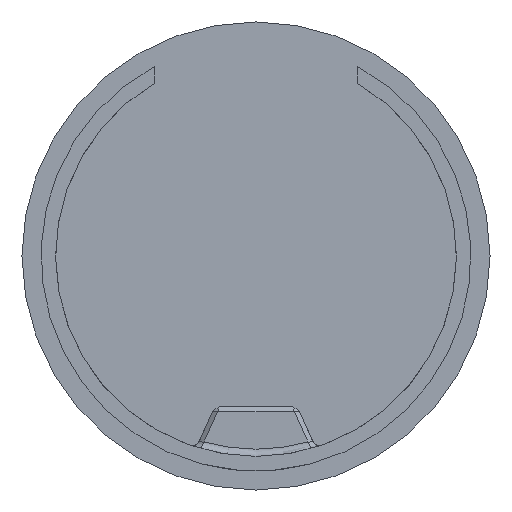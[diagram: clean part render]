
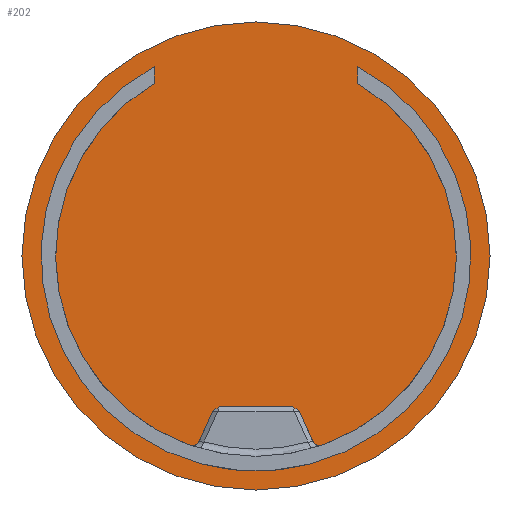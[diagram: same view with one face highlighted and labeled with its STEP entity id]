
A CAD part, left-side view. The second image highlights one B-rep face of the part: STEP entity #202.
In plain terms, the highlighted planar face has unit normal (-1, 0, 0).
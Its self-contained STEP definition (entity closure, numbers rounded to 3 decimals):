
#102=LINE('',#5054,#135);
#103=LINE('',#5056,#136);
#106=LINE('',#5062,#139);
#108=LINE('',#5066,#141);
#109=LINE('',#5068,#142);
#112=LINE('',#5076,#145);
#113=LINE('',#5078,#146);
#135=VECTOR('',#754,1.);
#136=VECTOR('',#757,1.);
#139=VECTOR('',#762,1.);
#141=VECTOR('',#766,1.);
#142=VECTOR('',#769,1.);
#145=VECTOR('',#778,1.);
#146=VECTOR('',#781,1.);
#165=FACE_BOUND('',#286,.T.);
#166=FACE_BOUND('',#287,.T.);
#202=ADVANCED_FACE('',(#165,#166),#220,.F.);
#220=PLANE('',#655);
#286=EDGE_LOOP('',(#439));
#287=EDGE_LOOP('',(#440,#441,#442,#443,#444,#445,#446,#447,#448,#449,#450,
#451));
#439=ORIENTED_EDGE('',*,*,#511,.T.);
#440=ORIENTED_EDGE('',*,*,#582,.F.);
#441=ORIENTED_EDGE('',*,*,#584,.T.);
#442=ORIENTED_EDGE('',*,*,#579,.F.);
#443=ORIENTED_EDGE('',*,*,#575,.F.);
#444=ORIENTED_EDGE('',*,*,#568,.F.);
#445=ORIENTED_EDGE('',*,*,#590,.T.);
#446=ORIENTED_EDGE('',*,*,#587,.T.);
#447=ORIENTED_EDGE('',*,*,#589,.T.);
#448=ORIENTED_EDGE('',*,*,#571,.F.);
#449=ORIENTED_EDGE('',*,*,#574,.F.);
#450=ORIENTED_EDGE('',*,*,#578,.F.);
#451=ORIENTED_EDGE('',*,*,#585,.T.);
#457=VERTEX_POINT('',#797);
#497=VERTEX_POINT('',#5034);
#498=VERTEX_POINT('',#5036);
#499=VERTEX_POINT('',#5039);
#500=VERTEX_POINT('',#5041);
#501=VERTEX_POINT('',#5045);
#502=VERTEX_POINT('',#5049);
#503=VERTEX_POINT('',#5053);
#504=VERTEX_POINT('',#5057);
#505=VERTEX_POINT('',#5061);
#506=VERTEX_POINT('',#5063);
#507=VERTEX_POINT('',#5071);
#508=VERTEX_POINT('',#5073);
#511=EDGE_CURVE('',#457,#457,#593,.T.);
#568=EDGE_CURVE('',#497,#498,#603,.T.);
#571=EDGE_CURVE('',#499,#500,#604,.T.);
#574=EDGE_CURVE('',#501,#499,#605,.T.);
#575=EDGE_CURVE('',#498,#502,#606,.T.);
#578=EDGE_CURVE('',#503,#501,#102,.T.);
#579=EDGE_CURVE('',#502,#504,#103,.T.);
#582=EDGE_CURVE('',#505,#506,#106,.T.);
#584=EDGE_CURVE('',#505,#504,#108,.T.);
#585=EDGE_CURVE('',#503,#506,#109,.T.);
#587=EDGE_CURVE('',#508,#507,#607,.T.);
#589=EDGE_CURVE('',#507,#500,#112,.T.);
#590=EDGE_CURVE('',#497,#508,#113,.T.);
#593=CIRCLE('',#612,24.15);
#603=CIRCLE('',#639,20.685);
#604=CIRCLE('',#640,20.685);
#605=CIRCLE('',#642,0.75);
#606=CIRCLE('',#644,0.75);
#607=CIRCLE('',#651,22.185);
#612=AXIS2_PLACEMENT_3D('',#796,#665,#666);
#639=AXIS2_PLACEMENT_3D('',#5035,#734,#735);
#640=AXIS2_PLACEMENT_3D('',#5040,#738,#739);
#642=AXIS2_PLACEMENT_3D('',#5046,#744,#745);
#644=AXIS2_PLACEMENT_3D('',#5048,#748,#749);
#651=AXIS2_PLACEMENT_3D('',#5072,#773,#774);
#655=AXIS2_PLACEMENT_3D('',#5080,#784,#785);
#665=DIRECTION('',(-1.,0.,0.));
#666=DIRECTION('',(0.,0.,1.));
#734=DIRECTION('',(1.,0.,0.));
#735=DIRECTION('',(0.,0.,1.));
#738=DIRECTION('',(1.,0.,0.));
#739=DIRECTION('',(0.,0.,1.));
#744=DIRECTION('',(1.,0.,0.));
#745=DIRECTION('',(0.,0.,1.));
#748=DIRECTION('',(1.,0.,0.));
#749=DIRECTION('',(0.,0.,1.));
#754=DIRECTION('',(0.,0.407,-0.914));
#757=DIRECTION('',(0.,0.407,0.914));
#762=DIRECTION('',(0.,1.,0.));
#766=DIRECTION('',(0.,-0.839,-0.545));
#769=DIRECTION('',(0.,-0.839,0.545));
#773=DIRECTION('',(1.,0.,0.));
#774=DIRECTION('',(0.,0.,-1.));
#778=DIRECTION('',(0.,0.,-1.));
#781=DIRECTION('',(0.,0.,1.));
#784=DIRECTION('',(1.,0.,0.));
#785=DIRECTION('',(0.,0.,-1.));
#796=CARTESIAN_POINT('',(10.,-20.,0.));
#797=CARTESIAN_POINT('',(10.,-20.,24.15));
#5034=CARTESIAN_POINT('',(10.,-30.5,17.821));
#5035=CARTESIAN_POINT('',(10.,-20.,0.));
#5036=CARTESIAN_POINT('',(10.,-26.81,-19.531));
#5039=CARTESIAN_POINT('',(10.,-13.19,-19.531));
#5040=CARTESIAN_POINT('',(10.,-20.,0.));
#5041=CARTESIAN_POINT('',(10.,-9.5,17.821));
#5045=CARTESIAN_POINT('',(10.,-14.122,-19.128));
#5046=CARTESIAN_POINT('',(10.,-13.437,-18.823));
#5048=CARTESIAN_POINT('',(10.,-26.563,-18.823));
#5049=CARTESIAN_POINT('',(10.,-25.878,-19.128));
#5053=CARTESIAN_POINT('',(10.,-15.512,-16.006));
#5054=CARTESIAN_POINT('',(10.,-15.715,-15.55));
#5056=CARTESIAN_POINT('',(10.,-26.4,-20.3));
#5057=CARTESIAN_POINT('',(10.,-24.488,-16.006));
#5061=CARTESIAN_POINT('',(10.,-23.785,-15.55));
#5062=CARTESIAN_POINT('',(10.,-20.,-15.55));
#5063=CARTESIAN_POINT('',(10.,-16.215,-15.55));
#5066=CARTESIAN_POINT('',(10.,-23.785,-15.55));
#5068=CARTESIAN_POINT('',(10.,-15.512,-16.006));
#5071=CARTESIAN_POINT('',(10.,-9.5,19.542));
#5072=CARTESIAN_POINT('',(10.,-20.,0.));
#5073=CARTESIAN_POINT('',(10.,-30.5,19.542));
#5076=CARTESIAN_POINT('',(10.,-9.5,64.848));
#5078=CARTESIAN_POINT('',(10.,-30.5,-0.152));
#5080=CARTESIAN_POINT('',(10.,-44.15,0.));
